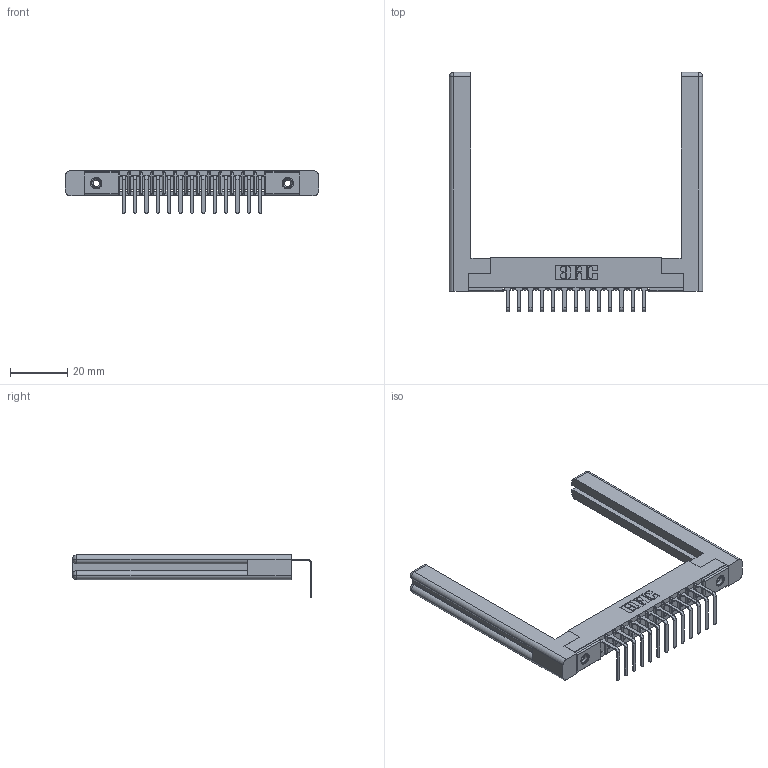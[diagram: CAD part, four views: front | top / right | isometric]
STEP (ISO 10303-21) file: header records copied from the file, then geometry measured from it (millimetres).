
FILE_DESCRIPTION (( 'STEP AP203' ), '1' );
FILE_NAME ('307-013-558-158.STEP', '2019-09-04T12:31:12', ( '' ), ( '' ), 'SwSTEP 2.0', 'SolidWorks 2016', '' );
FILE_SCHEMA (( 'CONFIG_CONTROL_DESIGN' ));
Length unit declared in the file: inch
Products named in the file (5): 307-290-001_558 - 2 (Single); 307-013-558-158; 307-220-058; 307 Part_.156 Dia Mounting Holes; 345-250-001_345-250-001-102
Assembly tree (18 placements, depth 2):
  307-013-558-158
    307 Part_.156 Dia Mounting Holes
    307-290-001_558 - 2 (Single)  x13
    307-220-058  x2
    345-250-001_345-250-001-102  x2
Bounding box: 88.14 x 83.27 x 14.81 mm (x, y, z)
Volume: 13363.6 mm3; surface area: 14106.8 mm2
Topology: 18 solids, 18 shells, 1054 faces, 2939 edges, 1890 vertices
Faces by surface type: plane 661, cylinder 341, sphere 28, torus 12, cone 12
Entity records: 17457 total; most frequent: CARTESIAN_POINT 2939, ORIENTED_EDGE 2864, DIRECTION 2836, EDGE_CURVE 1432, LINE 1082, VECTOR 1082, VERTEX_POINT 926, AXIS2_PLACEMENT_3D 877
